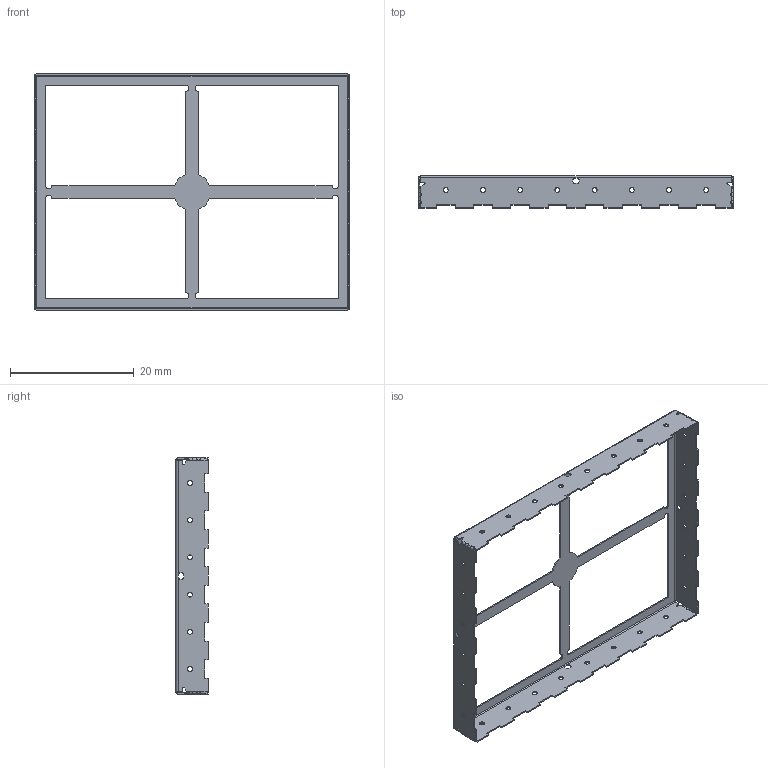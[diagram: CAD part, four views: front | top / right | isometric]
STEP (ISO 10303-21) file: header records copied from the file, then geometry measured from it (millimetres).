
FILE_DESCRIPTION (( 'STEP AP214' ), '1' );
FILE_NAME ('BMI-S-230-F-R.STEP', '2024-09-08T00:54:19', ( '' ), ( '' ), 'SwSTEP 2.0', 'SolidWorks 2021', '' );
FILE_SCHEMA (( 'AUTOMOTIVE_DESIGN' ));
Length unit declared in the file: millimetre
Products named in the file (1): BMI-S-230-F-R
Bounding box: 50.8 x 5.18 x 38.1 mm (x, y, z)
Volume: 253.3 mm3; surface area: 2665 mm2
Topology: 1 solids, 1 shells, 508 faces, 1382 edges, 868 vertices
Faces by surface type: plane 230, bspline 152, cylinder 126
Entity records: 17014 total; most frequent: CARTESIAN_POINT 5455, ORIENTED_EDGE 2764, DIRECTION 1892, EDGE_CURVE 1382, VERTEX_POINT 868, LINE 786, VECTOR 786, EDGE_LOOP 572
